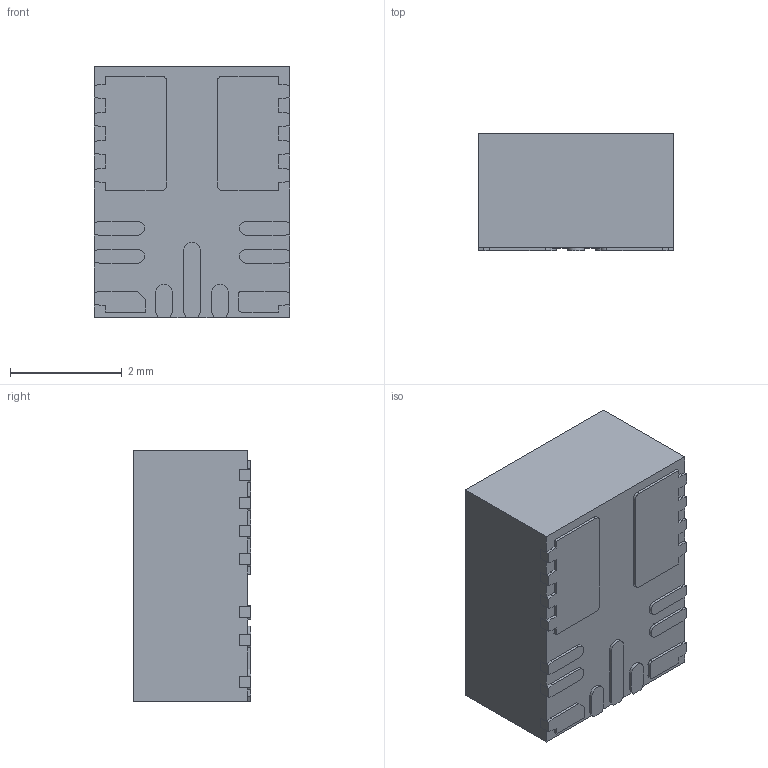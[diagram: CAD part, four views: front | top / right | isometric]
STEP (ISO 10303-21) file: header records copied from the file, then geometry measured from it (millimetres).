
FILE_DESCRIPTION (( 'STEP AP214' ), '1' );
FILE_NAME ('TPSM365R6RDNR.STEP', '2023-12-26T19:19:05', ( '' ), ( '' ), 'SwSTEP 2.0', 'SolidWorks 2021', '' );
FILE_SCHEMA (( 'AUTOMOTIVE_DESIGN' ));
Length unit declared in the file: millimetre
Products named in the file (1): TPSM365R6RDNR
Bounding box: 3.5 x 2.1 x 4.5 mm (x, y, z)
Volume: 32.6 mm3; surface area: 90 mm2
Topology: 13 solids, 13 shells, 277 faces, 750 edges, 500 vertices
Faces by surface type: plane 247, cylinder 30
Entity records: 8726 total; most frequent: CARTESIAN_POINT 1528, ORIENTED_EDGE 1500, DIRECTION 1366, EDGE_CURVE 750, VECTOR 690, LINE 690, VERTEX_POINT 500, AXIS2_PLACEMENT_3D 338
